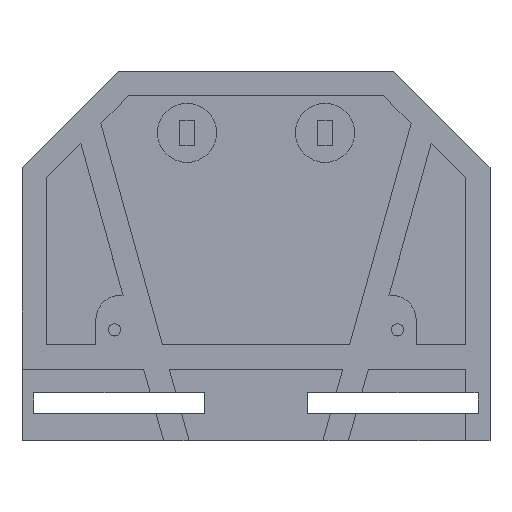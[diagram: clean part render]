
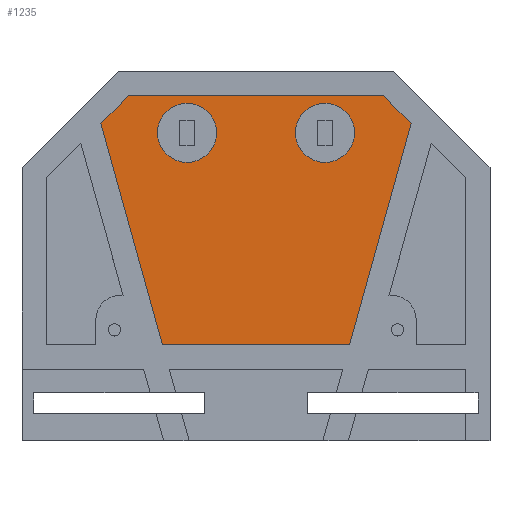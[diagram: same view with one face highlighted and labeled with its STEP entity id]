
A CAD part, top view. The second image highlights one B-rep face of the part: STEP entity #1235.
In plain terms, the highlighted planar face has unit normal (0, 0, 1).
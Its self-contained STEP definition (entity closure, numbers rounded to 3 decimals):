
#8 = ORIENTED_EDGE ( 'NONE', *, *, #2511, .T. ) ;
#26 = ORIENTED_EDGE ( 'NONE', *, *, #2505, .T. ) ;
#45 = ORIENTED_EDGE ( 'NONE', *, *, #2509, .T. ) ;
#64 = ORIENTED_EDGE ( 'NONE', *, *, #2344, .F. ) ;
#113 = ORIENTED_EDGE ( 'NONE', *, *, #2507, .T. ) ;
#140 = ORIENTED_EDGE ( 'NONE', *, *, #2513, .T. ) ;
#255 = EDGE_LOOP ( 'NONE', ( #64, #281 ) ) ;
#259 = EDGE_LOOP ( 'NONE', ( #349, #348 ) ) ;
#281 = ORIENTED_EDGE ( 'NONE', *, *, #2514, .F. ) ;
#282 = ORIENTED_EDGE ( 'NONE', *, *, #2502, .T. ) ;
#348 = ORIENTED_EDGE ( 'NONE', *, *, #2512, .F. ) ;
#349 = ORIENTED_EDGE ( 'NONE', *, *, #2342, .F. ) ;
#828 = EDGE_LOOP ( 'NONE', ( #282, #140, #8, #45, #113, #26 ) ) ;
#935 = FACE_OUTER_BOUND ( 'NONE', #828, .T. ) ;
#1006 = CIRCLE ( 'NONE', #2944, 2.4 ) ;
#1015 = CIRCLE ( 'NONE', #2945, 2.4 ) ;
#1023 = FACE_BOUND ( 'NONE', #259, .T. ) ;
#1215 = FACE_BOUND ( 'NONE', #255, .T. ) ;
#1235 = ADVANCED_FACE ( 'NONE', ( #1023, #1215, #935 ), #1507, .T. ) ;
#1280 = VERTEX_POINT ( 'NONE', #1612 ) ;
#1283 = VERTEX_POINT ( 'NONE', #1615 ) ;
#1313 = VERTEX_POINT ( 'NONE', #1633 ) ;
#1340 = VERTEX_POINT ( 'NONE', #1653 ) ;
#1344 = VERTEX_POINT ( 'NONE', #1657 ) ;
#1371 = VERTEX_POINT ( 'NONE', #1683 ) ;
#1383 = VERTEX_POINT ( 'NONE', #1694 ) ;
#1393 = VERTEX_POINT ( 'NONE', #1703 ) ;
#1414 = VERTEX_POINT ( 'NONE', #1724 ) ;
#1451 = VERTEX_POINT ( 'NONE', #1757 ) ;
#1502 = CARTESIAN_POINT ( 'NONE',  ( 0., 31.372, -53.5 ) ) ;
#1507 = PLANE ( 'NONE',  #2921 ) ;
#1508 = DIRECTION ( 'NONE',  ( 0., 0., 1. ) ) ;
#1509 = DIRECTION ( 'NONE',  ( 1., 0., 0. ) ) ;
#1612 = CARTESIAN_POINT ( 'NONE',  ( 8., 18., -53.5 ) ) ;
#1615 = CARTESIAN_POINT ( 'NONE',  ( 3.2, 18., -53.5 ) ) ;
#1633 = CARTESIAN_POINT ( 'NONE',  ( -3.2, 18., -53.5 ) ) ;
#1653 = CARTESIAN_POINT ( 'NONE',  ( -10.372, 21., -53.5 ) ) ;
#1657 = CARTESIAN_POINT ( 'NONE',  ( -7.6, 0.8, -53.5 ) ) ;
#1683 = CARTESIAN_POINT ( 'NONE',  ( 12.6, 18.772, -53.5 ) ) ;
#1694 = CARTESIAN_POINT ( 'NONE',  ( -12.6, 18.772, -53.5 ) ) ;
#1703 = CARTESIAN_POINT ( 'NONE',  ( 7.6, 0.8, -53.5 ) ) ;
#1724 = CARTESIAN_POINT ( 'NONE',  ( 10.372, 21., -53.5 ) ) ;
#1757 = CARTESIAN_POINT ( 'NONE',  ( -8., 18., -53.5 ) ) ;
#1808 = CARTESIAN_POINT ( 'NONE',  ( 5.6, 18., -53.5 ) ) ;
#1809 = DIRECTION ( 'NONE',  ( 0., 0., 1. ) ) ;
#1810 = DIRECTION ( 'NONE',  ( -1., 0., 0. ) ) ;
#1814 = CARTESIAN_POINT ( 'NONE',  ( -5.6, 18., -53.5 ) ) ;
#1815 = DIRECTION ( 'NONE',  ( 0., 0., 1. ) ) ;
#1816 = DIRECTION ( 'NONE',  ( 1., 0., 0. ) ) ;
#2128 = CARTESIAN_POINT ( 'NONE',  ( -10.372, 21., -53.5 ) ) ;
#2148 = DIRECTION ( 'NONE',  ( -0.707, -0.707, 0. ) ) ;
#2150 = CARTESIAN_POINT ( 'NONE',  ( -5.6, 18., -53.5 ) ) ;
#2152 = CARTESIAN_POINT ( 'NONE',  ( 5.6, 18., -53.5 ) ) ;
#2154 = CARTESIAN_POINT ( 'NONE',  ( 10.372, 21., -53.5 ) ) ;
#2155 = DIRECTION ( 'NONE',  ( -1., 0., 0. ) ) ;
#2158 = CARTESIAN_POINT ( 'NONE',  ( 10.372, 21., -53.5 ) ) ;
#2159 = DIRECTION ( 'NONE',  ( -0.707, 0.707, 0. ) ) ;
#2162 = CARTESIAN_POINT ( 'NONE',  ( 12.6, 18.772, -53.5 ) ) ;
#2163 = DIRECTION ( 'NONE',  ( 0.268, 0.963, 0. ) ) ;
#2166 = CARTESIAN_POINT ( 'NONE',  ( -7.6, 0.8, -53.5 ) ) ;
#2167 = DIRECTION ( 'NONE',  ( 1., 0., 0. ) ) ;
#2169 = DIRECTION ( 'NONE',  ( 0., 0., 1. ) ) ;
#2170 = DIRECTION ( 'NONE',  ( -1., 0., 0. ) ) ;
#2171 = CARTESIAN_POINT ( 'NONE',  ( -12.6, 18.772, -53.5 ) ) ;
#2172 = DIRECTION ( 'NONE',  ( 0.268, -0.963, 0. ) ) ;
#2174 = DIRECTION ( 'NONE',  ( 0., 0., 1. ) ) ;
#2175 = DIRECTION ( 'NONE',  ( 1., 0., 0. ) ) ;
#2342 = EDGE_CURVE ( 'NONE', #1280, #1283, #1015, .T. ) ;
#2344 = EDGE_CURVE ( 'NONE', #1313, #1451, #1006, .T. ) ;
#2502 = EDGE_CURVE ( 'NONE', #1340, #1383, #2818, .T. ) ;
#2505 = EDGE_CURVE ( 'NONE', #1414, #1340, #2774, .T. ) ;
#2507 = EDGE_CURVE ( 'NONE', #1371, #1414, #2782, .T. ) ;
#2509 = EDGE_CURVE ( 'NONE', #1393, #1371, #2765, .T. ) ;
#2511 = EDGE_CURVE ( 'NONE', #1344, #1393, #2759, .T. ) ;
#2512 = EDGE_CURVE ( 'NONE', #1283, #1280, #2757, .T. ) ;
#2513 = EDGE_CURVE ( 'NONE', #1383, #1344, #2715, .T. ) ;
#2514 = EDGE_CURVE ( 'NONE', #1451, #1313, #2726, .T. ) ;
#2689 = VECTOR ( 'NONE', #2155, 1000. ) ;
#2715 = LINE ( 'NONE', #2171, #2896 ) ;
#2726 = CIRCLE ( 'NONE', #2967, 2.4 ) ;
#2746 = VECTOR ( 'NONE', #2167, 1000. ) ;
#2757 = CIRCLE ( 'NONE', #2965, 2.4 ) ;
#2759 = LINE ( 'NONE', #2166, #2746 ) ;
#2765 = LINE ( 'NONE', #2162, #2792 ) ;
#2774 = LINE ( 'NONE', #2154, #2689 ) ;
#2782 = LINE ( 'NONE', #2158, #2885 ) ;
#2792 = VECTOR ( 'NONE', #2163, 1000. ) ;
#2818 = LINE ( 'NONE', #2128, #2837 ) ;
#2837 = VECTOR ( 'NONE', #2148, 1000. ) ;
#2885 = VECTOR ( 'NONE', #2159, 1000. ) ;
#2896 = VECTOR ( 'NONE', #2172, 1000. ) ;
#2921 = AXIS2_PLACEMENT_3D ( 'NONE', #1502, #1508, #1509 ) ;
#2944 = AXIS2_PLACEMENT_3D ( 'NONE', #1814, #1815, #1816 ) ;
#2945 = AXIS2_PLACEMENT_3D ( 'NONE', #1808, #1809, #1810 ) ;
#2965 = AXIS2_PLACEMENT_3D ( 'NONE', #2152, #2169, #2170 ) ;
#2967 = AXIS2_PLACEMENT_3D ( 'NONE', #2150, #2174, #2175 ) ;
